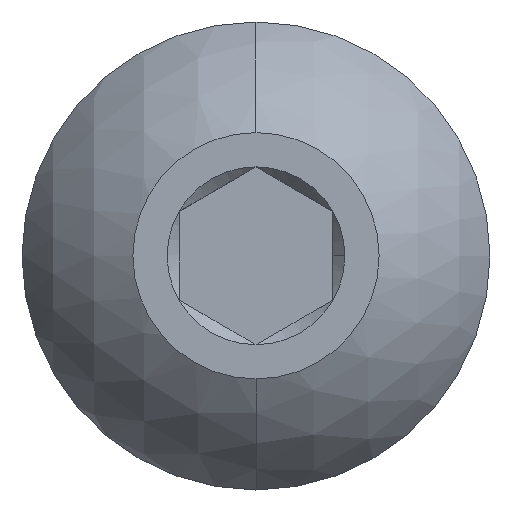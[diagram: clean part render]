
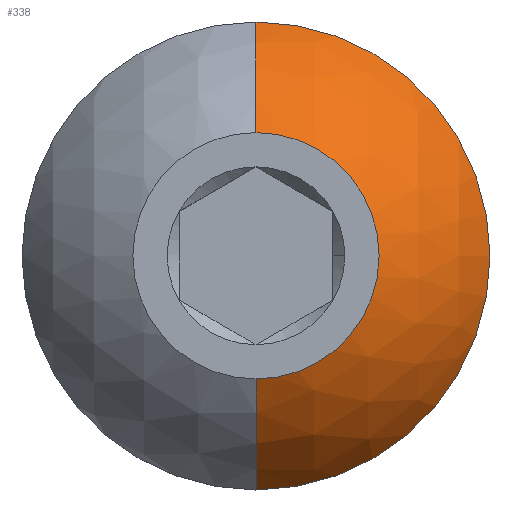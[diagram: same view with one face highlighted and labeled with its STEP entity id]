
A CAD part, top view. The second image highlights one B-rep face of the part: STEP entity #338.
In plain terms, the highlighted spherical face has radius 4.229 mm.
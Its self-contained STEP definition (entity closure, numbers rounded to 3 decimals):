
#123 = CIRCLE ( 'NONE', #3432, 3.8 ) ;
#225 = EDGE_CURVE ( 'NONE', #4062, #2271, #3522, .T. ) ;
#239 = DIRECTION ( 'NONE',  ( 1., 0., 0. ) ) ;
#338 = ADVANCED_FACE ( 'NONE', ( #4714 ), #1816, .T. ) ;
#382 = CARTESIAN_POINT ( 'NONE',  ( 0., -3.8, -1.87 ) ) ;
#760 = AXIS2_PLACEMENT_3D ( 'NONE', #6058, #1635, #6769 ) ;
#1018 = DIRECTION ( 'NONE',  ( 0., -1., 0. ) ) ;
#1083 = ORIENTED_EDGE ( 'NONE', *, *, #225, .T. ) ;
#1635 = DIRECTION ( 'NONE',  ( 1., 0., 0. ) ) ;
#1816 = SPHERICAL_SURFACE ( 'NONE', #4046, 4.229 ) ;
#1849 = ORIENTED_EDGE ( 'NONE', *, *, #7957, .T. ) ;
#1887 = EDGE_CURVE ( 'NONE', #3592, #7771, #7835, .T. ) ;
#2016 = VERTEX_POINT ( 'NONE', #8194 ) ;
#2216 = EDGE_LOOP ( 'NONE', ( #1849, #1083, #6303, #3162, #5237 ) ) ;
#2271 = VERTEX_POINT ( 'NONE', #5935 ) ;
#2281 = AXIS2_PLACEMENT_3D ( 'NONE', #6860, #2458, #6274 ) ;
#2364 = DIRECTION ( 'NONE',  ( 1., 0., 0. ) ) ;
#2458 = DIRECTION ( 'NONE',  ( -1., 0., 0. ) ) ;
#2914 = CARTESIAN_POINT ( 'NONE',  ( 0., 0., -1.87 ) ) ;
#2937 = CARTESIAN_POINT ( 'NONE',  ( 0., 0., -1.87 ) ) ;
#2995 = DIRECTION ( 'NONE',  ( 1., 0., 0. ) ) ;
#3162 = ORIENTED_EDGE ( 'NONE', *, *, #5907, .F. ) ;
#3432 = AXIS2_PLACEMENT_3D ( 'NONE', #2937, #5434, #8017 ) ;
#3522 = CIRCLE ( 'NONE', #6974, 3.8 ) ;
#3592 = VERTEX_POINT ( 'NONE', #382 ) ;
#4046 = AXIS2_PLACEMENT_3D ( 'NONE', #6852, #2364, #1018 ) ;
#4062 = VERTEX_POINT ( 'NONE', #7742 ) ;
#4245 = CIRCLE ( 'NONE', #760, 4.229 ) ;
#4714 = FACE_OUTER_BOUND ( 'NONE', #2216, .T. ) ;
#5237 = ORIENTED_EDGE ( 'NONE', *, *, #1887, .F. ) ;
#5434 = DIRECTION ( 'NONE',  ( 0., 0., 1. ) ) ;
#5620 = CARTESIAN_POINT ( 'NONE',  ( 0., 0., 0. ) ) ;
#5739 = CIRCLE ( 'NONE', #7541, 2. ) ;
#5907 = EDGE_CURVE ( 'NONE', #7771, #2016, #5739, .T. ) ;
#5935 = CARTESIAN_POINT ( 'NONE',  ( 0., 3.8, -1.87 ) ) ;
#6058 = CARTESIAN_POINT ( 'NONE',  ( 0., 0., -3.726 ) ) ;
#6274 = DIRECTION ( 'NONE',  ( 0., -1., 0. ) ) ;
#6303 = ORIENTED_EDGE ( 'NONE', *, *, #6650, .T. ) ;
#6650 = EDGE_CURVE ( 'NONE', #2271, #2016, #4245, .T. ) ;
#6769 = DIRECTION ( 'NONE',  ( 0., 1., 0. ) ) ;
#6852 = CARTESIAN_POINT ( 'NONE',  ( 0., 0., -3.726 ) ) ;
#6860 = CARTESIAN_POINT ( 'NONE',  ( 0., 0., -3.726 ) ) ;
#6919 = DIRECTION ( 'NONE',  ( 0., 0., 1. ) ) ;
#6974 = AXIS2_PLACEMENT_3D ( 'NONE', #2914, #8021, #239 ) ;
#7298 = CARTESIAN_POINT ( 'NONE',  ( 0., -2., 0. ) ) ;
#7541 = AXIS2_PLACEMENT_3D ( 'NONE', #5620, #6919, #2995 ) ;
#7742 = CARTESIAN_POINT ( 'NONE',  ( 3.8, 0., -1.87 ) ) ;
#7771 = VERTEX_POINT ( 'NONE', #7298 ) ;
#7835 = CIRCLE ( 'NONE', #2281, 4.229 ) ;
#7957 = EDGE_CURVE ( 'NONE', #3592, #4062, #123, .T. ) ;
#8017 = DIRECTION ( 'NONE',  ( 1., 0., 0. ) ) ;
#8021 = DIRECTION ( 'NONE',  ( 0., 0., 1. ) ) ;
#8194 = CARTESIAN_POINT ( 'NONE',  ( 0., 2., 0. ) ) ;
